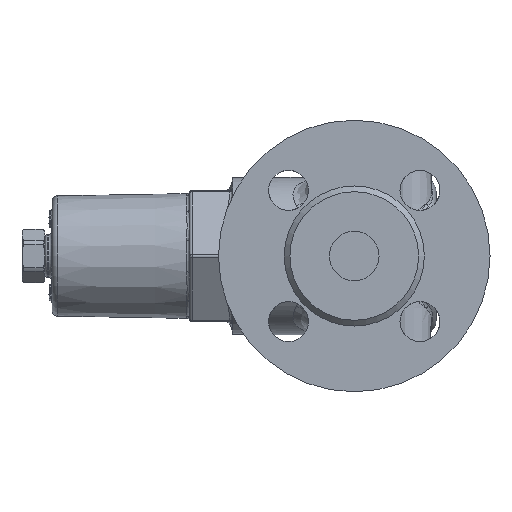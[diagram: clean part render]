
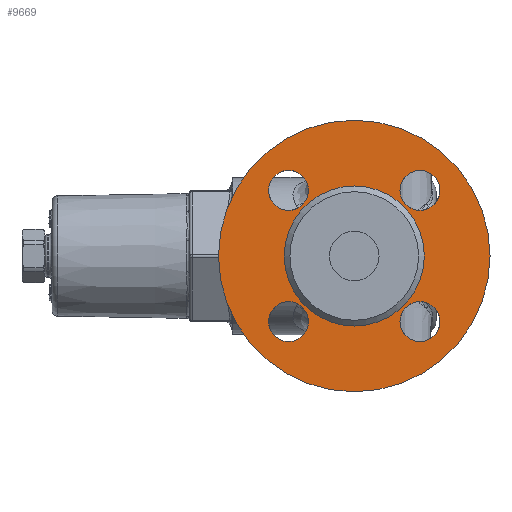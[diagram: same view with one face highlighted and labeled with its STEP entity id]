
A CAD part, left-side view. The second image highlights one B-rep face of the part: STEP entity #9669.
In plain terms, the highlighted planar face has unit normal (-1, 0, 0).
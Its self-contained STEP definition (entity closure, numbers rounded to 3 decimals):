
#438=PLANE('',#10362);
#598=FACE_BOUND('',#1330,.T.);
#599=FACE_BOUND('',#1331,.T.);
#600=FACE_BOUND('',#1332,.T.);
#601=FACE_BOUND('',#1333,.T.);
#602=FACE_BOUND('',#1334,.T.);
#695=FACE_OUTER_BOUND('',#1329,.T.);
#1329=EDGE_LOOP('',(#6499));
#1330=EDGE_LOOP('',(#6500));
#1331=EDGE_LOOP('',(#6501));
#1332=EDGE_LOOP('',(#6502));
#1333=EDGE_LOOP('',(#6503));
#1334=EDGE_LOOP('',(#6504));
#2850=CIRCLE('',#10333,7.);
#2851=CIRCLE('',#10335,7.);
#2852=CIRCLE('',#10337,7.);
#2853=CIRCLE('',#10339,7.);
#2855=CIRCLE('',#10342,47.5);
#2867=CIRCLE('',#10361,24.5);
#3811=VERTEX_POINT('',#13687);
#3814=VERTEX_POINT('',#13731);
#3817=VERTEX_POINT('',#13775);
#3820=VERTEX_POINT('',#13819);
#3825=VERTEX_POINT('',#13866);
#3838=VERTEX_POINT('',#13977);
#4835=EDGE_CURVE('',#3811,#3811,#2850,.T.);
#4839=EDGE_CURVE('',#3814,#3814,#2851,.T.);
#4843=EDGE_CURVE('',#3817,#3817,#2852,.T.);
#4847=EDGE_CURVE('',#3820,#3820,#2853,.T.);
#4853=EDGE_CURVE('',#3825,#3825,#2855,.T.);
#4868=EDGE_CURVE('',#3838,#3838,#2867,.T.);
#6499=ORIENTED_EDGE('',*,*,#4853,.T.);
#6500=ORIENTED_EDGE('',*,*,#4835,.T.);
#6501=ORIENTED_EDGE('',*,*,#4839,.T.);
#6502=ORIENTED_EDGE('',*,*,#4843,.T.);
#6503=ORIENTED_EDGE('',*,*,#4847,.T.);
#6504=ORIENTED_EDGE('',*,*,#4868,.F.);
#9669=ADVANCED_FACE('',(#695,#598,#599,#600,#601,#602),#438,.F.);
#10333=AXIS2_PLACEMENT_3D('',#13688,#11123,#11124);
#10335=AXIS2_PLACEMENT_3D('',#13732,#11128,#11129);
#10337=AXIS2_PLACEMENT_3D('',#13776,#11133,#11134);
#10339=AXIS2_PLACEMENT_3D('',#13820,#11138,#11139);
#10342=AXIS2_PLACEMENT_3D('',#13868,#11146,#11147);
#10361=AXIS2_PLACEMENT_3D('',#13978,#11185,#11186);
#10362=AXIS2_PLACEMENT_3D('',#13980,#11188,#11189);
#11123=DIRECTION('center_axis',(1.,0.,0.));
#11124=DIRECTION('ref_axis',(0.,1.,0.));
#11128=DIRECTION('center_axis',(1.,0.,0.));
#11129=DIRECTION('ref_axis',(0.,0.,-1.));
#11133=DIRECTION('center_axis',(1.,0.,0.));
#11134=DIRECTION('ref_axis',(0.,-1.,0.));
#11138=DIRECTION('center_axis',(1.,0.,0.));
#11139=DIRECTION('ref_axis',(0.,0.,1.));
#11146=DIRECTION('center_axis',(-1.,0.,0.));
#11147=DIRECTION('ref_axis',(0.,0.,1.));
#11185=DIRECTION('center_axis',(-1.,0.,0.));
#11186=DIRECTION('ref_axis',(0.,0.,1.));
#11188=DIRECTION('center_axis',(1.,0.,0.));
#11189=DIRECTION('ref_axis',(0.,0.,-1.));
#13687=CARTESIAN_POINT('',(-63.,15.981,-22.981));
#13688=CARTESIAN_POINT('Origin',(-63.,22.981,-22.981));
#13731=CARTESIAN_POINT('',(-63.,-22.981,-15.981));
#13732=CARTESIAN_POINT('Origin',(-63.,-22.981,-22.981));
#13775=CARTESIAN_POINT('',(-63.,-15.981,22.981));
#13776=CARTESIAN_POINT('Origin',(-63.,-22.981,22.981));
#13819=CARTESIAN_POINT('',(-63.,22.981,15.981));
#13820=CARTESIAN_POINT('Origin',(-63.,22.981,22.981));
#13866=CARTESIAN_POINT('',(-63.,-47.5,0.));
#13868=CARTESIAN_POINT('Origin',(-63.,0.,0.));
#13977=CARTESIAN_POINT('',(-63.,-24.5,0.));
#13978=CARTESIAN_POINT('Origin',(-63.,0.,0.));
#13980=CARTESIAN_POINT('Origin',(-63.,47.5,0.));
